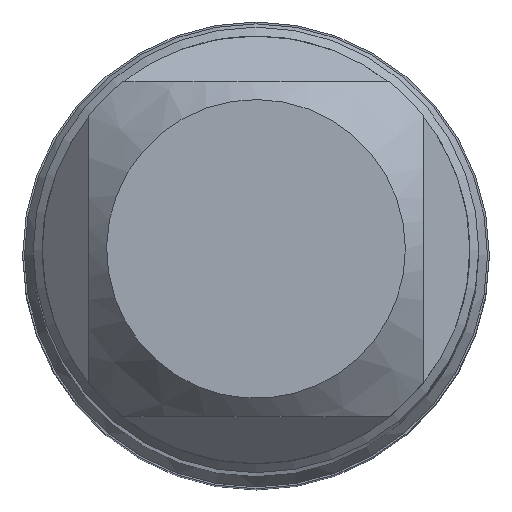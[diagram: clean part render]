
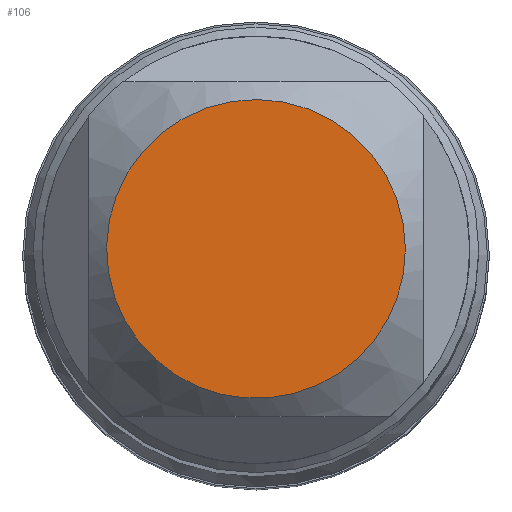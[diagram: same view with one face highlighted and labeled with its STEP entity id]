
A CAD part, top view. The second image highlights one B-rep face of the part: STEP entity #106.
In plain terms, the highlighted planar face has unit normal (0, 0, 1).
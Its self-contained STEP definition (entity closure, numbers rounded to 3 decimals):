
#70=PLANE('',#398);
#82=FACE_OUTER_BOUND('',#162,.T.);
#106=ADVANCED_FACE('',(#82),#70,.F.);
#162=EDGE_LOOP('',(#196));
#196=ORIENTED_EDGE('',*,*,#291,.T.);
#263=VERTEX_POINT('',#577);
#291=EDGE_CURVE('',#263,#263,#327,.T.);
#327=CIRCLE('',#397,3.245);
#397=AXIS2_PLACEMENT_3D('',#576,#461,#462);
#398=AXIS2_PLACEMENT_3D('',#578,#463,#464);
#461=DIRECTION('',(0.,0.,1.));
#462=DIRECTION('',(1.,0.,0.));
#463=DIRECTION('',(0.,0.,-1.));
#464=DIRECTION('',(-1.,0.,0.));
#576=CARTESIAN_POINT('',(0.,0.,0.));
#577=CARTESIAN_POINT('',(3.245,0.,0.));
#578=CARTESIAN_POINT('',(5.039,0.,0.));
